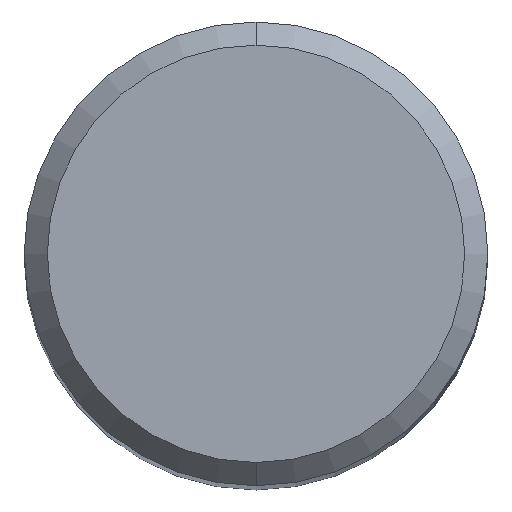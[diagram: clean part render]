
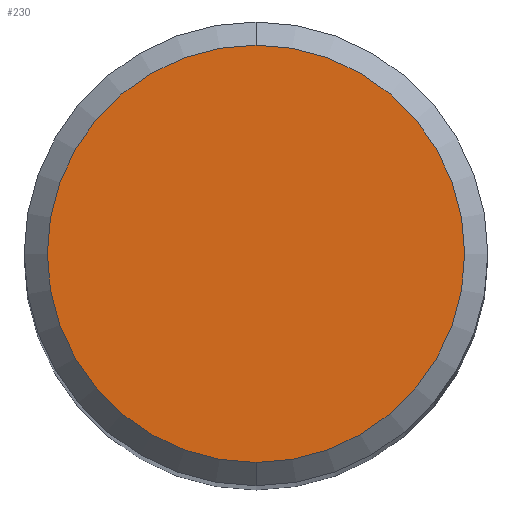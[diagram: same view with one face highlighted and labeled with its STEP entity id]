
A CAD part, top view. The second image highlights one B-rep face of the part: STEP entity #230.
In plain terms, the highlighted planar face has unit normal (0, 0, 1).
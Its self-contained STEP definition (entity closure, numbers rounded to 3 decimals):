
#230=ADVANCED_FACE('',(#537),#538,.T.);
#262=VERTEX_POINT('',#573);
#366=EDGE_CURVE('',#262,#372,#692,.T.);
#372=VERTEX_POINT('',#699);
#404=EDGE_CURVE('',#372,#262,#733,.T.);
#537=FACE_OUTER_BOUND('',#919,.T.);
#538=PLANE('',#920);
#573=CARTESIAN_POINT('',(0.0,4.5,0.0));
#692=CIRCLE('',#1208,4.5);
#699=CARTESIAN_POINT('',(0.,-4.5,0.0));
#733=CIRCLE('',#1297,4.5);
#919=EDGE_LOOP('',(#1527,#1528));
#920=AXIS2_PLACEMENT_3D('',#1529,#1530,#1531);
#1208=AXIS2_PLACEMENT_3D('',#1727,#1728,#1729);
#1297=AXIS2_PLACEMENT_3D('',#1763,#1764,#1765);
#1527=ORIENTED_EDGE('',*,*,#366,.F.);
#1528=ORIENTED_EDGE('',*,*,#404,.F.);
#1529=CARTESIAN_POINT('',(0.0,2.25,0.0));
#1530=DIRECTION('',(-0.0,0.0,1.0));
#1531=DIRECTION('',(0.0,-1.0,0.0));
#1727=CARTESIAN_POINT('',(0.0,0.0,0.0));
#1728=DIRECTION('',(0.0,0.0,-1.0));
#1729=DIRECTION('',(0.0,1.0,0.0));
#1763=CARTESIAN_POINT('',(0.0,0.0,0.0));
#1764=DIRECTION('',(0.0,0.0,-1.0));
#1765=DIRECTION('',(0.0,1.0,0.0));
